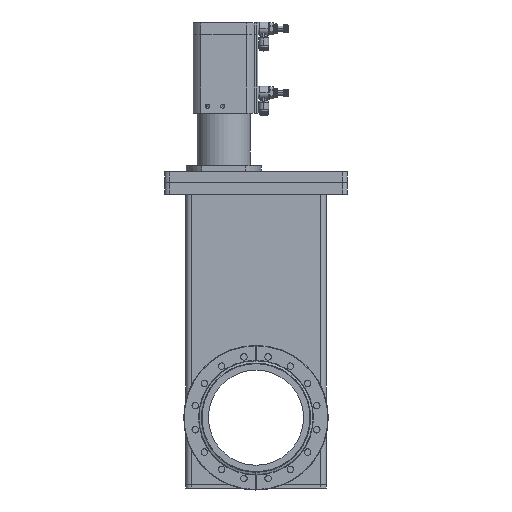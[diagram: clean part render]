
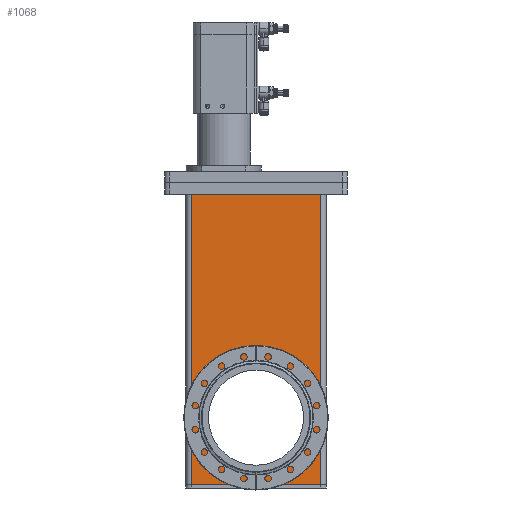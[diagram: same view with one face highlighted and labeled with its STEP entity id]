
A CAD part, front view. The second image highlights one B-rep face of the part: STEP entity #1068.
In plain terms, the highlighted planar face has unit normal (0, -1, 0).
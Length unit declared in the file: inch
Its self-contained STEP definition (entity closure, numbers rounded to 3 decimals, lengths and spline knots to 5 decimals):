
#74 = DIRECTION ( 'NONE',  ( -1., 0., 0. ) ) ;
#107 = EDGE_CURVE ( 'NONE', #1916, #8775, #6690, .T. ) ;
#316 = ORIENTED_EDGE ( 'NONE', *, *, #29210, .T. ) ;
#965 = CARTESIAN_POINT ( 'NONE',  ( 2.79528, -0.7874, -2.75591 ) ) ;
#1068 = ADVANCED_FACE ( 'NONE', ( #22812, #39268 ), #22336, .F. ) ;
#1916 = VERTEX_POINT ( 'NONE', #36279 ) ;
#3238 = DIRECTION ( 'NONE',  ( 0., 1., 0. ) ) ;
#5651 = EDGE_CURVE ( 'NONE', #28740, #29509, #29265, .T. ) ;
#6690 = LINE ( 'NONE', #16938, #36789 ) ;
#7284 = DIRECTION ( 'NONE',  ( 0., 0., 1. ) ) ;
#8317 = AXIS2_PLACEMENT_3D ( 'NONE', #30427, #34167, #12937 ) ;
#8775 = VERTEX_POINT ( 'NONE', #31309 ) ;
#9012 = VERTEX_POINT ( 'NONE', #9981 ) ;
#9159 = AXIS2_PLACEMENT_3D ( 'NONE', #38710, #3238, #45487 ) ;
#9981 = CARTESIAN_POINT ( 'NONE',  ( 2.67717, -0.7874, 9.44882 ) ) ;
#10073 = ORIENTED_EDGE ( 'NONE', *, *, #5651, .T. ) ;
#10191 = DIRECTION ( 'NONE',  ( 0., 0., 1. ) ) ;
#11002 = CARTESIAN_POINT ( 'NONE',  ( 2.67717, -0.7874, -2.75591 ) ) ;
#11383 = LINE ( 'NONE', #11833, #36540 ) ;
#11623 = DIRECTION ( 'NONE',  ( 0., 1., 0. ) ) ;
#11833 = CARTESIAN_POINT ( 'NONE',  ( -2.79528, -0.7874, 9.44882 ) ) ;
#12360 = EDGE_LOOP ( 'NONE', ( #10073, #316 ) ) ;
#12937 = DIRECTION ( 'NONE',  ( -1., 0., 0. ) ) ;
#13217 = VECTOR ( 'NONE', #74, 39.37008 ) ;
#15211 = ORIENTED_EDGE ( 'NONE', *, *, #32240, .F. ) ;
#15711 = CARTESIAN_POINT ( 'NONE',  ( 2.67717, -0.7874, -2.75591 ) ) ;
#16817 = ORIENTED_EDGE ( 'NONE', *, *, #23101, .F. ) ;
#16938 = CARTESIAN_POINT ( 'NONE',  ( -2.67717, -0.7874, -2.75591 ) ) ;
#17850 = AXIS2_PLACEMENT_3D ( 'NONE', #18852, #11623, #7284 ) ;
#18852 = CARTESIAN_POINT ( 'NONE',  ( 2.91339, -0.7874, -2.75591 ) ) ;
#21992 = ORIENTED_EDGE ( 'NONE', *, *, #107, .F. ) ;
#22336 = PLANE ( 'NONE',  #17850 ) ;
#22812 = FACE_BOUND ( 'NONE', #12360, .T. ) ;
#23101 = EDGE_CURVE ( 'NONE', #29142, #1916, #43019, .T. ) ;
#23943 = ORIENTED_EDGE ( 'NONE', *, *, #34846, .F. ) ;
#28740 = VERTEX_POINT ( 'NONE', #29390 ) ;
#29142 = VERTEX_POINT ( 'NONE', #15711 ) ;
#29210 = EDGE_CURVE ( 'NONE', #29509, #28740, #42616, .T. ) ;
#29260 = VECTOR ( 'NONE', #42776, 39.37008 ) ;
#29265 = CIRCLE ( 'NONE', #9159, 2.3622 ) ;
#29390 = CARTESIAN_POINT ( 'NONE',  ( -2.3622, -0.7874, 0. ) ) ;
#29509 = VERTEX_POINT ( 'NONE', #40908 ) ;
#29572 = DIRECTION ( 'NONE',  ( 1., 0., 0. ) ) ;
#30427 = CARTESIAN_POINT ( 'NONE',  ( 0., -0.7874, 0. ) ) ;
#30446 = EDGE_LOOP ( 'NONE', ( #16817, #15211, #23943, #21992 ) ) ;
#31309 = CARTESIAN_POINT ( 'NONE',  ( -2.67717, -0.7874, 9.44882 ) ) ;
#31803 = LINE ( 'NONE', #11002, #29260 ) ;
#32240 = EDGE_CURVE ( 'NONE', #9012, #29142, #31803, .T. ) ;
#34167 = DIRECTION ( 'NONE',  ( 0., 1., 0. ) ) ;
#34846 = EDGE_CURVE ( 'NONE', #8775, #9012, #11383, .T. ) ;
#36279 = CARTESIAN_POINT ( 'NONE',  ( -2.67717, -0.7874, -2.75591 ) ) ;
#36540 = VECTOR ( 'NONE', #29572, 39.37008 ) ;
#36789 = VECTOR ( 'NONE', #10191, 39.37008 ) ;
#38710 = CARTESIAN_POINT ( 'NONE',  ( 0., -0.7874, 0. ) ) ;
#39268 = FACE_OUTER_BOUND ( 'NONE', #30446, .T. ) ;
#40908 = CARTESIAN_POINT ( 'NONE',  ( 2.3622, -0.7874, 0. ) ) ;
#42616 = CIRCLE ( 'NONE', #8317, 2.3622 ) ;
#42776 = DIRECTION ( 'NONE',  ( 0., 0., -1. ) ) ;
#43019 = LINE ( 'NONE', #965, #13217 ) ;
#45487 = DIRECTION ( 'NONE',  ( -1., 0., 0. ) ) ;
